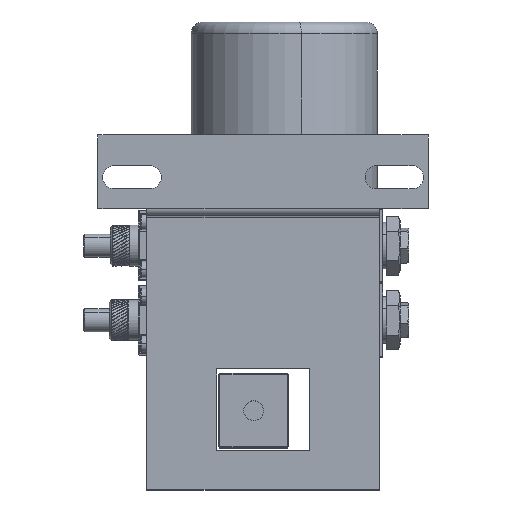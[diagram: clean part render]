
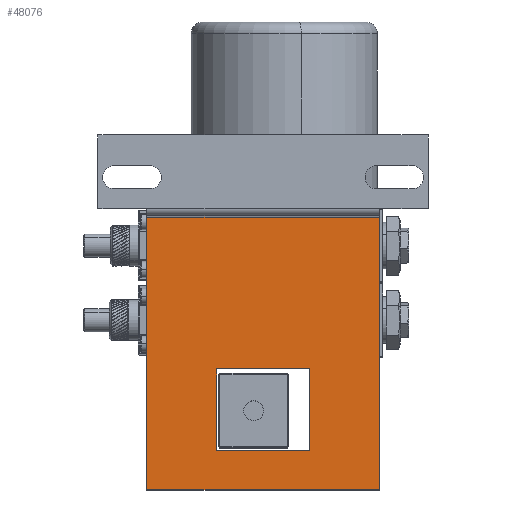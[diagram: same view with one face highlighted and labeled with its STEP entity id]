
A CAD part, top view. The second image highlights one B-rep face of the part: STEP entity #48076.
In plain terms, the highlighted planar face has unit normal (0, 0, 1).
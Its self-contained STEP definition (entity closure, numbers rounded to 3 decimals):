
#18 = EDGE_CURVE ( 'NONE', #43162, #9955, #39038, .T. ) ;
#744 = EDGE_CURVE ( 'NONE', #6344, #12983, #40321, .T. ) ;
#818 = DIRECTION ( 'NONE',  ( 0., 1., 0. ) ) ;
#2752 = EDGE_CURVE ( 'NONE', #47724, #6344, #49639, .T. ) ;
#2969 = VERTEX_POINT ( 'NONE', #20597 ) ;
#4016 = DIRECTION ( 'NONE',  ( 1., 0., 0. ) ) ;
#4407 = CARTESIAN_POINT ( 'NONE',  ( -45.415, -52.437, 110. ) ) ;
#4547 = ORIENTED_EDGE ( 'NONE', *, *, #26875, .T. ) ;
#5126 = VECTOR ( 'NONE', #18334, 1000. ) ;
#5611 = CARTESIAN_POINT ( 'NONE',  ( 24.585, 12.837, 110. ) ) ;
#5807 = DIRECTION ( 'NONE',  ( 0., -1., 0. ) ) ;
#5998 = DIRECTION ( 'NONE',  ( -1., 0., 0. ) ) ;
#6344 = VERTEX_POINT ( 'NONE', #52091 ) ;
#9516 = CARTESIAN_POINT ( 'NONE',  ( -45.415, 48.574, 110. ) ) ;
#9955 = VERTEX_POINT ( 'NONE', #5611 ) ;
#12058 = CARTESIAN_POINT ( 'NONE',  ( -5.415, -52.437, 110. ) ) ;
#12127 = CARTESIAN_POINT ( 'NONE',  ( -75.415, 48.574, 110. ) ) ;
#12983 = VERTEX_POINT ( 'NONE', #46418 ) ;
#13577 = ORIENTED_EDGE ( 'NONE', *, *, #53884, .T. ) ;
#15361 = DIRECTION ( 'NONE',  ( 1., 0., 0. ) ) ;
#16181 = AXIS2_PLACEMENT_3D ( 'NONE', #54100, #41016, #5998 ) ;
#17358 = VECTOR ( 'NONE', #42429, 1000. ) ;
#17430 = EDGE_CURVE ( 'NONE', #24079, #9955, #53919, .T. ) ;
#18334 = DIRECTION ( 'NONE',  ( -1., 0., 0. ) ) ;
#18991 = VECTOR ( 'NONE', #4016, 1000. ) ;
#19063 = CARTESIAN_POINT ( 'NONE',  ( -5.415, 48.574, 110. ) ) ;
#20152 = DIRECTION ( 'NONE',  ( 1., 0., 0. ) ) ;
#20372 = LINE ( 'NONE', #34697, #18991 ) ;
#20516 = ORIENTED_EDGE ( 'NONE', *, *, #18, .F. ) ;
#20597 = CARTESIAN_POINT ( 'NONE',  ( -75.415, -104.426, 110. ) ) ;
#20814 = FACE_BOUND ( 'NONE', #45836, .T. ) ;
#21477 = VECTOR ( 'NONE', #818, 1000. ) ;
#24079 = VERTEX_POINT ( 'NONE', #50075 ) ;
#24757 = ORIENTED_EDGE ( 'NONE', *, *, #17430, .T. ) ;
#25037 = CARTESIAN_POINT ( 'NONE',  ( -75.415, 12.837, 110. ) ) ;
#26156 = VECTOR ( 'NONE', #20152, 1000. ) ;
#26622 = CARTESIAN_POINT ( 'NONE',  ( 24.585, 48.574, 110. ) ) ;
#26648 = ORIENTED_EDGE ( 'NONE', *, *, #27089, .T. ) ;
#26875 = EDGE_CURVE ( 'NONE', #12983, #42196, #37468, .T. ) ;
#27089 = EDGE_CURVE ( 'NONE', #2969, #24079, #38787, .T. ) ;
#29453 = ORIENTED_EDGE ( 'NONE', *, *, #744, .T. ) ;
#29520 = LINE ( 'NONE', #12127, #17358 ) ;
#32392 = CARTESIAN_POINT ( 'NONE',  ( -25.415, -104.426, 110. ) ) ;
#34697 = CARTESIAN_POINT ( 'NONE',  ( -25.415, -52.437, 110. ) ) ;
#35404 = EDGE_CURVE ( 'NONE', #42196, #47724, #20372, .T. ) ;
#36734 = VECTOR ( 'NONE', #39828, 1000. ) ;
#37468 = LINE ( 'NONE', #9516, #36734 ) ;
#38787 = LINE ( 'NONE', #32392, #53013 ) ;
#39038 = LINE ( 'NONE', #25037, #26156 ) ;
#39751 = CARTESIAN_POINT ( 'NONE',  ( -75.415, 12.837, 110. ) ) ;
#39828 = DIRECTION ( 'NONE',  ( 0., 1., 0. ) ) ;
#40321 = LINE ( 'NONE', #47089, #5126 ) ;
#41016 = DIRECTION ( 'NONE',  ( 0., 0., -1. ) ) ;
#41401 = PLANE ( 'NONE',  #16181 ) ;
#42196 = VERTEX_POINT ( 'NONE', #4407 ) ;
#42429 = DIRECTION ( 'NONE',  ( 0., -1., 0. ) ) ;
#43162 = VERTEX_POINT ( 'NONE', #39751 ) ;
#45836 = EDGE_LOOP ( 'NONE', ( #55095, #54962, #29453, #4547 ) ) ;
#46418 = CARTESIAN_POINT ( 'NONE',  ( -45.415, -87.441, 110. ) ) ;
#47089 = CARTESIAN_POINT ( 'NONE',  ( -25.415, -87.441, 110. ) ) ;
#47585 = VECTOR ( 'NONE', #5807, 1000. ) ;
#47724 = VERTEX_POINT ( 'NONE', #12058 ) ;
#48076 = ADVANCED_FACE ( 'NONE', ( #20814, #53968 ), #41401, .F. ) ;
#49639 = LINE ( 'NONE', #19063, #47585 ) ;
#50075 = CARTESIAN_POINT ( 'NONE',  ( 24.585, -104.426, 110. ) ) ;
#52091 = CARTESIAN_POINT ( 'NONE',  ( -5.415, -87.441, 110. ) ) ;
#53013 = VECTOR ( 'NONE', #15361, 1000. ) ;
#53884 = EDGE_CURVE ( 'NONE', #43162, #2969, #29520, .T. ) ;
#53919 = LINE ( 'NONE', #26622, #21477 ) ;
#53968 = FACE_OUTER_BOUND ( 'NONE', #55868, .T. ) ;
#54100 = CARTESIAN_POINT ( 'NONE',  ( -25.415, 48.574, 110. ) ) ;
#54962 = ORIENTED_EDGE ( 'NONE', *, *, #2752, .T. ) ;
#55095 = ORIENTED_EDGE ( 'NONE', *, *, #35404, .T. ) ;
#55868 = EDGE_LOOP ( 'NONE', ( #20516, #13577, #26648, #24757 ) ) ;
